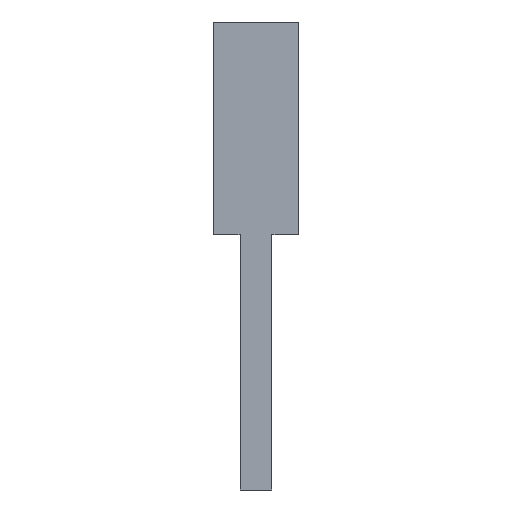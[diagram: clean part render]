
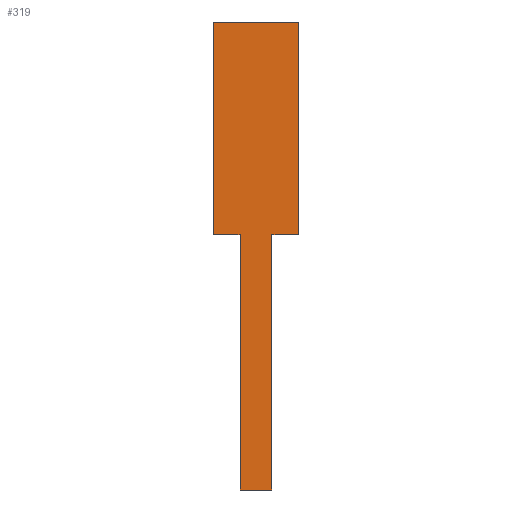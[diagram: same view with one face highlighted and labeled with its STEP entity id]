
A CAD part, left-side view. The second image highlights one B-rep face of the part: STEP entity #319.
In plain terms, the highlighted planar face has unit normal (-1, 0, 0).
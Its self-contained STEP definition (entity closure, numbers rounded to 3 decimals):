
#6 = PLANE ( 'NONE',  #235 ) ;
#8 = VERTEX_POINT ( 'NONE', #276 ) ;
#10 = VERTEX_POINT ( 'NONE', #251 ) ;
#15 = DIRECTION ( 'NONE',  ( 0., -1., 0. ) ) ;
#21 = DIRECTION ( 'NONE',  ( 0., 1., 0. ) ) ;
#43 = CARTESIAN_POINT ( 'NONE',  ( -6., 2., -10. ) ) ;
#48 = CARTESIAN_POINT ( 'NONE',  ( -6., -2., -10. ) ) ;
#54 = EDGE_CURVE ( 'NONE', #198, #257, #152, .T. ) ;
#55 = EDGE_CURVE ( 'NONE', #60, #262, #160, .T. ) ;
#58 = EDGE_CURVE ( 'NONE', #262, #198, #285, .T. ) ;
#60 = VERTEX_POINT ( 'NONE', #202 ) ;
#62 = LINE ( 'NONE', #325, #67 ) ;
#64 = DIRECTION ( 'NONE',  ( 0., 0., 1. ) ) ;
#67 = VECTOR ( 'NONE', #126, 1000. ) ;
#68 = CARTESIAN_POINT ( 'NONE',  ( -6., -0.75, -10. ) ) ;
#74 = VECTOR ( 'NONE', #258, 1000. ) ;
#78 = CARTESIAN_POINT ( 'NONE',  ( -6., -2., -10. ) ) ;
#86 = CARTESIAN_POINT ( 'NONE',  ( -6., -0.75, -10. ) ) ;
#87 = ORIENTED_EDGE ( 'NONE', *, *, #205, .F. ) ;
#99 = VECTOR ( 'NONE', #21, 1000. ) ;
#102 = DIRECTION ( 'NONE',  ( 0., 0., 1. ) ) ;
#105 = DIRECTION ( 'NONE',  ( 0., 0., 1. ) ) ;
#108 = VERTEX_POINT ( 'NONE', #249 ) ;
#120 = ORIENTED_EDGE ( 'NONE', *, *, #156, .F. ) ;
#121 = EDGE_CURVE ( 'NONE', #10, #108, #269, .T. ) ;
#124 = LINE ( 'NONE', #43, #215 ) ;
#126 = DIRECTION ( 'NONE',  ( 0., 0., -1. ) ) ;
#129 = VECTOR ( 'NONE', #212, 1000. ) ;
#135 = EDGE_CURVE ( 'NONE', #108, #203, #283, .T. ) ;
#136 = EDGE_CURVE ( 'NONE', #8, #10, #200, .T. ) ;
#142 = DIRECTION ( 'NONE',  ( -1., 0., 0. ) ) ;
#144 = ORIENTED_EDGE ( 'NONE', *, *, #54, .F. ) ;
#152 = LINE ( 'NONE', #68, #99 ) ;
#153 = CARTESIAN_POINT ( 'NONE',  ( -6., 2., 0. ) ) ;
#156 = EDGE_CURVE ( 'NONE', #257, #8, #62, .T. ) ;
#158 = EDGE_LOOP ( 'NONE', ( #267, #87, #329, #234, #244, #120, #144, #223 ) ) ;
#160 = LINE ( 'NONE', #153, #264 ) ;
#177 = DIRECTION ( 'NONE',  ( 0., 0., -1. ) ) ;
#188 = VECTOR ( 'NONE', #105, 1000. ) ;
#190 = FACE_OUTER_BOUND ( 'NONE', #158, .T. ) ;
#198 = VERTEX_POINT ( 'NONE', #78 ) ;
#200 = LINE ( 'NONE', #300, #129 ) ;
#202 = CARTESIAN_POINT ( 'NONE',  ( -6., 2., 0. ) ) ;
#203 = VERTEX_POINT ( 'NONE', #321 ) ;
#205 = EDGE_CURVE ( 'NONE', #203, #60, #124, .T. ) ;
#212 = DIRECTION ( 'NONE',  ( 0., 1., 0. ) ) ;
#215 = VECTOR ( 'NONE', #102, 1000. ) ;
#223 = ORIENTED_EDGE ( 'NONE', *, *, #58, .F. ) ;
#233 = CARTESIAN_POINT ( 'NONE',  ( -6., 2., -10. ) ) ;
#234 = ORIENTED_EDGE ( 'NONE', *, *, #121, .F. ) ;
#235 = AXIS2_PLACEMENT_3D ( 'NONE', #315, #142, #64 ) ;
#244 = ORIENTED_EDGE ( 'NONE', *, *, #136, .F. ) ;
#249 = CARTESIAN_POINT ( 'NONE',  ( -6., 0.75, -10. ) ) ;
#251 = CARTESIAN_POINT ( 'NONE',  ( -6., 0.75, -22. ) ) ;
#257 = VERTEX_POINT ( 'NONE', #86 ) ;
#258 = DIRECTION ( 'NONE',  ( 0., 1., 0. ) ) ;
#261 = CARTESIAN_POINT ( 'NONE',  ( -6., -2., 0. ) ) ;
#262 = VERTEX_POINT ( 'NONE', #261 ) ;
#264 = VECTOR ( 'NONE', #15, 1000. ) ;
#267 = ORIENTED_EDGE ( 'NONE', *, *, #55, .F. ) ;
#269 = LINE ( 'NONE', #328, #188 ) ;
#276 = CARTESIAN_POINT ( 'NONE',  ( -6., -0.75, -22. ) ) ;
#283 = LINE ( 'NONE', #233, #74 ) ;
#285 = LINE ( 'NONE', #48, #317 ) ;
#300 = CARTESIAN_POINT ( 'NONE',  ( -6., -0.75, -22. ) ) ;
#315 = CARTESIAN_POINT ( 'NONE',  ( -6., 0., 0. ) ) ;
#317 = VECTOR ( 'NONE', #177, 1000. ) ;
#319 = ADVANCED_FACE ( 'NONE', ( #190 ), #6, .T. ) ;
#321 = CARTESIAN_POINT ( 'NONE',  ( -6., 2., -10. ) ) ;
#325 = CARTESIAN_POINT ( 'NONE',  ( -6., -0.75, -10. ) ) ;
#328 = CARTESIAN_POINT ( 'NONE',  ( -6., 0.75, -22. ) ) ;
#329 = ORIENTED_EDGE ( 'NONE', *, *, #135, .F. ) ;
